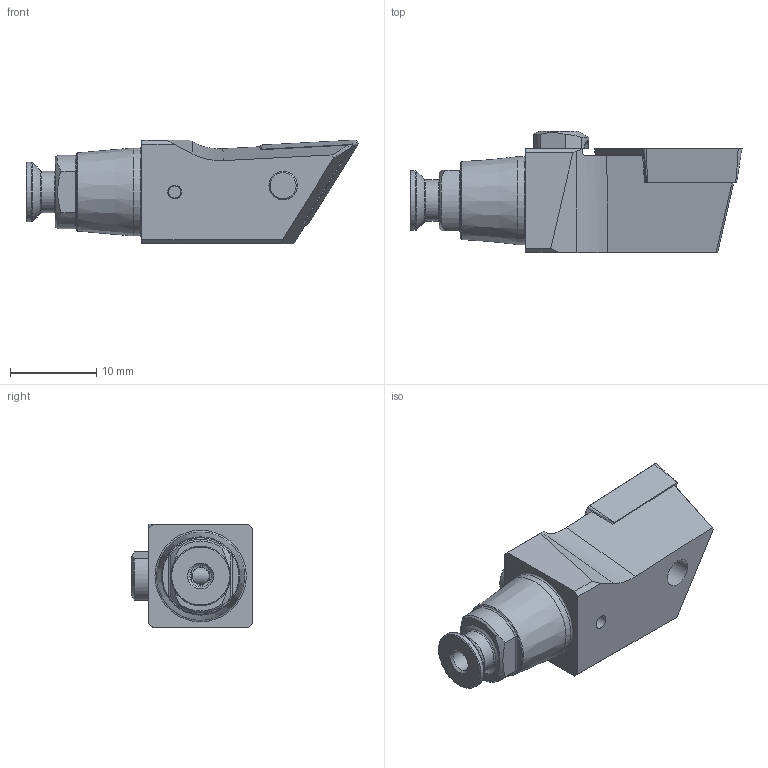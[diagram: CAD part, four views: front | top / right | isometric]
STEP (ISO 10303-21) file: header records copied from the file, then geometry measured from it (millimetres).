
FILE_DESCRIPTION (( 'STEP AP203' ), '1' );
FILE_NAME ('LW3.SDJCL.0625.11.STEP', '2022-04-19T08:38:50', ( '' ), ( '' ), 'SwSTEP 2.0', 'SolidWorks 2017', '' );
FILE_SCHEMA (( 'CONFIG_CONTROL_DESIGN' ));
Length unit declared in the file: millimetre
Products named in the file (7): LW3.SDJCL.0625.11; LW3-KDB.LJA.025_A; WCB-ER2.001.009_A; LW3-U00.ER1.000_B; LWX-ER1.007.002; ISO 14581 - M2x12; DCMT11T304
Assembly tree (6 placements, depth 2):
  LW3.SDJCL.0625.11
    LW3-KDB.LJA.025_A
    LW3-U00.ER1.000_B
    LWX-ER1.007.002
    ISO 14581 - M2x12
    DCMT11T304
    WCB-ER2.001.009_A
Bounding box: 38.41 x 14 x 12 mm (x, y, z)
Volume: 3254.9 mm3; surface area: 2859.2 mm2
Topology: 6 solids, 6 shells, 189 faces, 466 edges, 288 vertices
Faces by surface type: plane 69, cylinder 52, cone 40, bspline 16, torus 11, sphere 1
Full cylindrical faces by diameter (mm): 1.6 x1, 2 x2, 2.5 x1, 3 x2, 3.3 x1, 3.8 x1, 4 x1, 4.2 x1, 4.4 x1, 4.8 x1, 5 x1, 5.25 x1, 5.5 x1, 6 x1, 6.1 x1, 6.9 x1, 10.175 x1
Entity records: 6586 total; most frequent: CARTESIAN_POINT 1832, ORIENTED_EDGE 808, DIRECTION 796, EDGE_CURVE 404, AXIS2_PLACEMENT_3D 326, VERTEX_POINT 280, EDGE_LOOP 254, FACE_OUTER_BOUND 218
